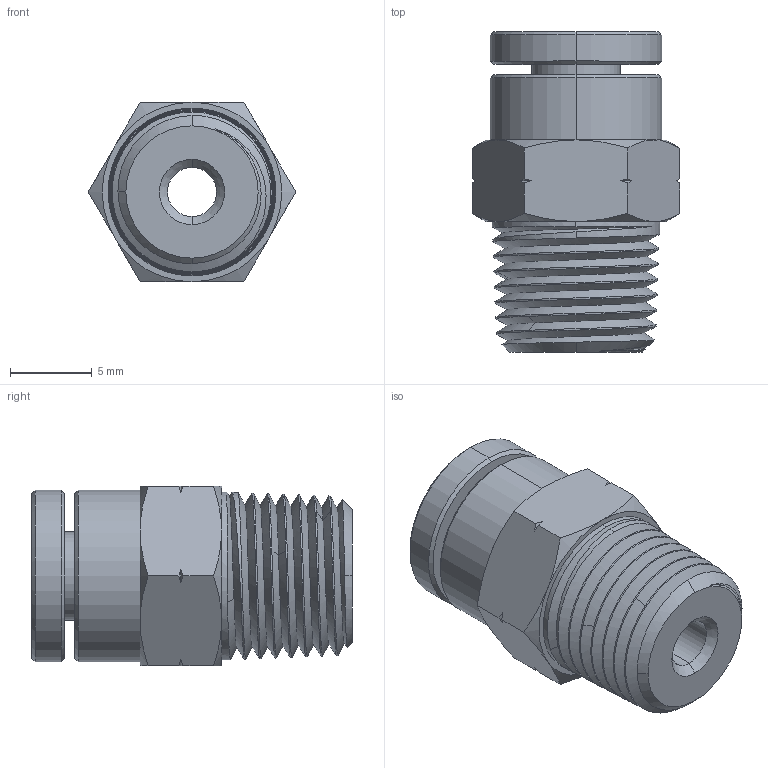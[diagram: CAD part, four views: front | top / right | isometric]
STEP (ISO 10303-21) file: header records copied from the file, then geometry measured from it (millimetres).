
FILE_DESCRIPTION (( 'STEP AP203' ), '1' );
FILE_NAME ('MCS5-32N1-8W.STEP', '2016-10-20T21:32:36', ( '' ), ( '' ), 'SwSTEP 2.0', 'SolidWorks 2016', '' );
FILE_SCHEMA (( 'CONFIG_CONTROL_DESIGN' ));
Products named in the file (1): MCS5-32N1-8W
Bounding box: 12.7 x 19.63 x 11 mm (x, y, z)
Volume: 1233.4 mm3; surface area: 2420.1 mm2
Topology: 6 solids, 6 shells, 331 faces, 889 edges, 575 vertices
Faces by surface type: cone 144, plane 103, cylinder 58, bspline 26
Entity records: 45632 total; most frequent: CARTESIAN_POINT 37812, ORIENTED_EDGE 1778, DIRECTION 1424, EDGE_CURVE 889, AXIS2_PLACEMENT_3D 590, VERTEX_POINT 575, B_SPLINE_CURVE_WITH_KNOTS 361, EDGE_LOOP 348
